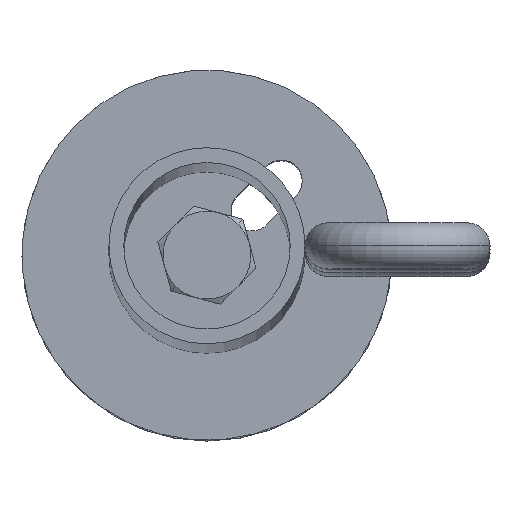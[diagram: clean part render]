
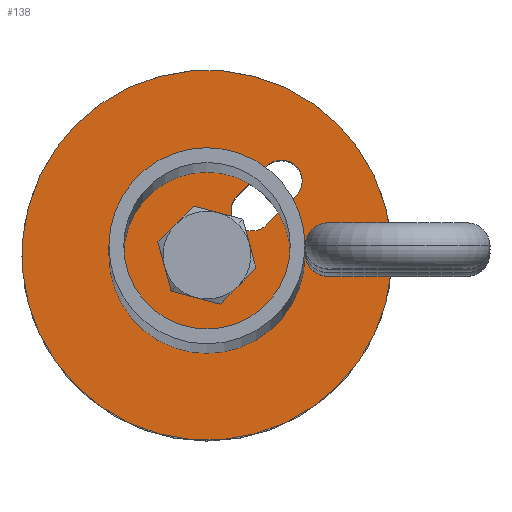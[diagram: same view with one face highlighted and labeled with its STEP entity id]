
A CAD part, top view. The second image highlights one B-rep face of the part: STEP entity #138.
In plain terms, the highlighted planar face has unit normal (0, 0, 1).
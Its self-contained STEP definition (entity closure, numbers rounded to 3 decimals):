
#138=ADVANCED_FACE('',(#248,#249,#250),#251,.F.);
#248=FACE_BOUND('',#451,.T.);
#249=FACE_BOUND('',#452,.T.);
#250=FACE_OUTER_BOUND('',#453,.T.);
#251=PLANE('',#454);
#451=EDGE_LOOP('',(#704,#705));
#452=EDGE_LOOP('',(#706,#707,#708,#709,#710,#711));
#453=EDGE_LOOP('',(#712,#713));
#454=AXIS2_PLACEMENT_3D('',#714,#715,#716);
#704=ORIENTED_EDGE('',*,*,#1370,.T.);
#705=ORIENTED_EDGE('',*,*,#1395,.T.);
#706=ORIENTED_EDGE('',*,*,#1385,.T.);
#707=ORIENTED_EDGE('',*,*,#1376,.T.);
#708=ORIENTED_EDGE('',*,*,#1389,.T.);
#709=ORIENTED_EDGE('',*,*,#1390,.T.);
#710=ORIENTED_EDGE('',*,*,#1393,.T.);
#711=ORIENTED_EDGE('',*,*,#1374,.T.);
#712=ORIENTED_EDGE('',*,*,#1382,.T.);
#713=ORIENTED_EDGE('',*,*,#1383,.T.);
#714=CARTESIAN_POINT('',(14.806,79.806,0.));
#715=DIRECTION('',(0.,0.,-1.));
#716=DIRECTION('',(-0.707,-0.707,0.));
#1370=EDGE_CURVE('',#1601,#1605,#1607,.T.);
#1374=EDGE_CURVE('',#1609,#1613,#1615,.T.);
#1376=EDGE_CURVE('',#1619,#1616,#1620,.T.);
#1382=EDGE_CURVE('',#1625,#1629,#1631,.T.);
#1383=EDGE_CURVE('',#1629,#1625,#1632,.T.);
#1385=EDGE_CURVE('',#1613,#1619,#1634,.T.);
#1389=EDGE_CURVE('',#1616,#1638,#1640,.T.);
#1390=EDGE_CURVE('',#1638,#1641,#1642,.T.);
#1393=EDGE_CURVE('',#1641,#1609,#1646,.T.);
#1395=EDGE_CURVE('',#1605,#1601,#1648,.T.);
#1601=VERTEX_POINT('',#1973);
#1605=VERTEX_POINT('',#1978);
#1607=CIRCLE('',#1981,6.5);
#1609=VERTEX_POINT('',#1983);
#1613=VERTEX_POINT('',#1988);
#1615=CIRCLE('',#1991,4.5);
#1616=VERTEX_POINT('',#1992);
#1619=VERTEX_POINT('',#1996);
#1620=CIRCLE('',#1997,4.5);
#1625=VERTEX_POINT('',#2003);
#1629=VERTEX_POINT('',#2008);
#1631=CIRCLE('',#2011,40.);
#1632=CIRCLE('',#2012,40.);
#1634=LINE('',#2014,#2015);
#1638=VERTEX_POINT('',#2020);
#1640=CIRCLE('',#2023,4.5);
#1641=VERTEX_POINT('',#2024);
#1642=LINE('',#2025,#2026);
#1646=CIRCLE('',#2032,4.5);
#1648=CIRCLE('',#2034,6.5);
#1973=CARTESIAN_POINT('',(10.404,75.404,0.));
#1978=CARTESIAN_POINT('',(19.596,84.596,0.));
#1981=AXIS2_PLACEMENT_3D('',#2555,#2556,#2557);
#1983=CARTESIAN_POINT('',(21.548,86.548,0.));
#1988=CARTESIAN_POINT('',(21.548,92.912,0.));
#1991=AXIS2_PLACEMENT_3D('',#2563,#2564,#2565);
#1992=CARTESIAN_POINT('',(34.276,99.276,0.));
#1996=CARTESIAN_POINT('',(27.912,99.276,0.));
#1997=AXIS2_PLACEMENT_3D('',#2567,#2568,#2569);
#2003=CARTESIAN_POINT('',(-13.284,51.716,0.));
#2008=CARTESIAN_POINT('',(43.284,108.284,0.));
#2011=AXIS2_PLACEMENT_3D('',#2579,#2580,#2581);
#2012=AXIS2_PLACEMENT_3D('',#2582,#2583,#2584);
#2014=CARTESIAN_POINT('',(21.548,92.912,0.));
#2015=VECTOR('',#2588,1.);
#2020=CARTESIAN_POINT('',(34.276,92.912,0.));
#2023=AXIS2_PLACEMENT_3D('',#2594,#2595,#2596);
#2024=CARTESIAN_POINT('',(27.912,86.548,0.));
#2025=CARTESIAN_POINT('',(34.276,92.912,0.));
#2026=VECTOR('',#2597,1.);
#2032=AXIS2_PLACEMENT_3D('',#2600,#2601,#2602);
#2034=AXIS2_PLACEMENT_3D('',#2606,#2607,#2608);
#2555=CARTESIAN_POINT('',(15.,80.,0.));
#2556=DIRECTION('',(0.,0.,-1.));
#2557=DIRECTION('',(-0.707,-0.707,0.));
#2563=CARTESIAN_POINT('',(24.73,89.73,0.));
#2564=DIRECTION('',(0.,0.,-1.));
#2565=DIRECTION('',(-0.707,-0.707,0.));
#2567=CARTESIAN_POINT('',(31.094,96.094,0.));
#2568=DIRECTION('',(0.,0.,-1.));
#2569=DIRECTION('',(-0.707,-0.707,0.));
#2579=CARTESIAN_POINT('',(15.,80.,0.));
#2580=DIRECTION('',(0.,0.,1.));
#2581=DIRECTION('',(-0.707,-0.707,0.));
#2582=CARTESIAN_POINT('',(15.,80.,0.));
#2583=DIRECTION('',(0.,0.,1.));
#2584=DIRECTION('',(-0.707,-0.707,0.));
#2588=DIRECTION('',(0.707,0.707,0.));
#2594=CARTESIAN_POINT('',(31.094,96.094,0.));
#2595=DIRECTION('',(0.,0.,-1.));
#2596=DIRECTION('',(-0.707,-0.707,0.));
#2597=DIRECTION('',(-0.707,-0.707,0.));
#2600=CARTESIAN_POINT('',(24.73,89.73,0.));
#2601=DIRECTION('',(0.,0.,-1.));
#2602=DIRECTION('',(-0.707,-0.707,0.));
#2606=CARTESIAN_POINT('',(15.,80.,0.));
#2607=DIRECTION('',(0.,0.,-1.));
#2608=DIRECTION('',(-0.707,-0.707,0.));
